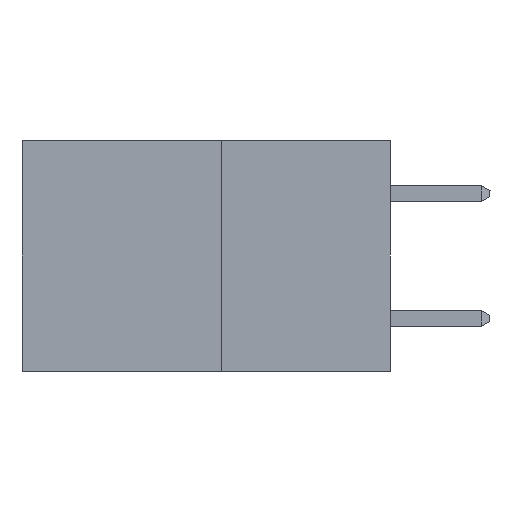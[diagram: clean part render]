
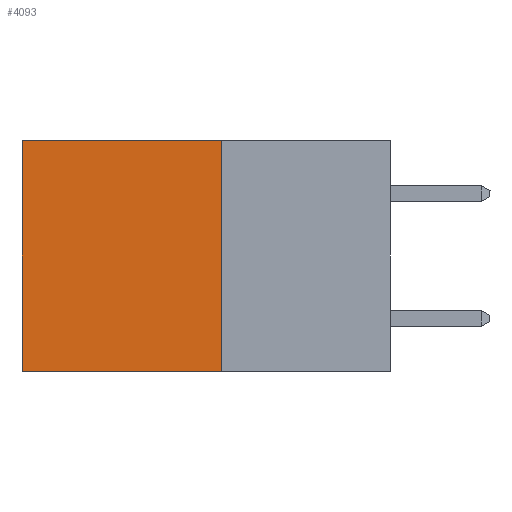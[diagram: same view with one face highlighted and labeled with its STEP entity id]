
A CAD part, left-side view. The second image highlights one B-rep face of the part: STEP entity #4093.
In plain terms, the highlighted planar face has unit normal (-1, 0, 0).
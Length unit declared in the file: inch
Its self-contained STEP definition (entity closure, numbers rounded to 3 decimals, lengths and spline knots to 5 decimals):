
#555 = VERTEX_POINT ( 'NONE', #9877 ) ;
#564 = AXIS2_PLACEMENT_3D ( 'NONE', #2073, #3033, #9914 ) ;
#2073 = CARTESIAN_POINT ( 'NONE',  ( 0.277, 0.27, -0.37 ) ) ;
#3033 = DIRECTION ( 'NONE',  ( 1., 0., 0. ) ) ;
#3270 = VERTEX_POINT ( 'NONE', #3711 ) ;
#3417 = ORIENTED_EDGE ( 'NONE', *, *, #7876, .T. ) ;
#3711 = CARTESIAN_POINT ( 'NONE',  ( 0.277, 0.27, 0. ) ) ;
#3862 = VERTEX_POINT ( 'NONE', #6650 ) ;
#4093 = ADVANCED_FACE ( 'NONE', ( #10019 ), #7934, .F. ) ;
#4568 = CARTESIAN_POINT ( 'NONE',  ( 0.277, 0.27, 0. ) ) ;
#4945 = ORIENTED_EDGE ( 'NONE', *, *, #9943, .F. ) ;
#5659 = CARTESIAN_POINT ( 'NONE',  ( 0.277, 0.59, -0.37 ) ) ;
#5922 = LINE ( 'NONE', #11175, #10837 ) ;
#6244 = VECTOR ( 'NONE', #11586, 39.37008 ) ;
#6387 = VECTOR ( 'NONE', #12373, 39.37008 ) ;
#6650 = CARTESIAN_POINT ( 'NONE',  ( 0.277, 0.27, -0.37 ) ) ;
#6966 = ORIENTED_EDGE ( 'NONE', *, *, #11105, .F. ) ;
#7559 = CARTESIAN_POINT ( 'NONE',  ( 0.277, 0.59, 0. ) ) ;
#7876 = EDGE_CURVE ( 'NONE', #10487, #555, #9796, .T. ) ;
#7934 = PLANE ( 'NONE',  #564 ) ;
#9687 = CARTESIAN_POINT ( 'NONE',  ( 0.277, 0.27, -0.37 ) ) ;
#9796 = LINE ( 'NONE', #5659, #10109 ) ;
#9877 = CARTESIAN_POINT ( 'NONE',  ( 0.277, 0.59, -0.37 ) ) ;
#9914 = DIRECTION ( 'NONE',  ( 0., 0., -1. ) ) ;
#9943 = EDGE_CURVE ( 'NONE', #3270, #3862, #11159, .T. ) ;
#10019 = FACE_OUTER_BOUND ( 'NONE', #10030, .T. ) ;
#10030 = EDGE_LOOP ( 'NONE', ( #3417, #6966, #4945, #10198 ) ) ;
#10109 = VECTOR ( 'NONE', #11543, 39.37008 ) ;
#10198 = ORIENTED_EDGE ( 'NONE', *, *, #11276, .T. ) ;
#10487 = VERTEX_POINT ( 'NONE', #7559 ) ;
#10837 = VECTOR ( 'NONE', #12130, 39.37008 ) ;
#11105 = EDGE_CURVE ( 'NONE', #3862, #555, #5922, .T. ) ;
#11159 = LINE ( 'NONE', #9687, #6244 ) ;
#11175 = CARTESIAN_POINT ( 'NONE',  ( 0.277, 0.27, -0.37 ) ) ;
#11276 = EDGE_CURVE ( 'NONE', #3270, #10487, #11597, .T. ) ;
#11543 = DIRECTION ( 'NONE',  ( 0., 0., -1. ) ) ;
#11586 = DIRECTION ( 'NONE',  ( 0., 0., -1. ) ) ;
#11597 = LINE ( 'NONE', #4568, #6387 ) ;
#12130 = DIRECTION ( 'NONE',  ( 0., 1., 0. ) ) ;
#12373 = DIRECTION ( 'NONE',  ( 0., 1., 0. ) ) ;
